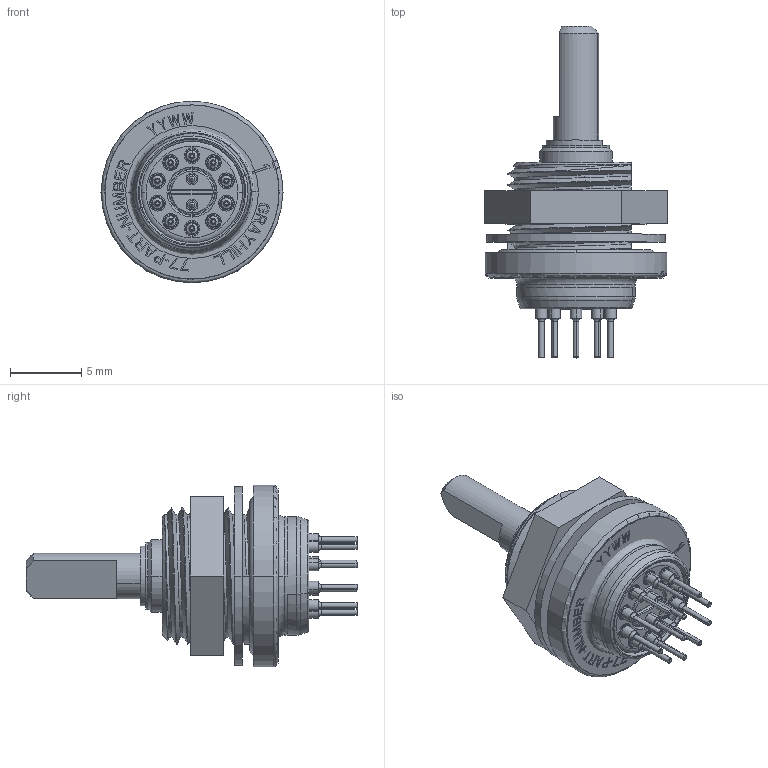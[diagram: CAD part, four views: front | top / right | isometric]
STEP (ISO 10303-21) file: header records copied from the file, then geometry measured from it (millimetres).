
FILE_DESCRIPTION((''),'2;1');
FILE_NAME('77SP36-01-2-XXX_ASM','2015-03-04T',('jjanota'),(''),'PRO/ENGINEER BY PARAMETRIC TECHNOLOGY CORPORATION, 2011490','PRO/ENGINEER BY PARAMETRIC TECHNOLOGY CORPORATION, 2011490','');
FILE_SCHEMA(('CONFIG_CONTROL_DESIGN'));
Length unit declared in the file: inch
Products named in the file (4): 77SP36-01-2-XX_SW0001; 40J1013; SHH911-27; 77SP36-01-2-XXX_ASM
Assembly tree (3 placements, depth 2):
  77SP36-01-2-XXX_ASM
    77SP36-01-2-XX_SW0001
    40J1013
    SHH911-27
Bounding box: 12.77 x 23.22 x 12.7 mm (x, y, z)
Volume: 105.8 mm3; surface area: 1349.4 mm2
Topology: 2 solids, 59 shells, 386 faces, 1687 edges, 1382 vertices
Faces by surface type: plane 137, cylinder 123, torus 63, cone 33, bspline 30
Entity records: 28457 total; most frequent: CARTESIAN_POINT 12005, DIRECTION 2770, ORIENTED_EDGE 2464, EDGE_CURVE 1687, VERTEX_POINT 1382, VECTOR 1124, LINE 1124, AXIS2_PLACEMENT_3D 823
